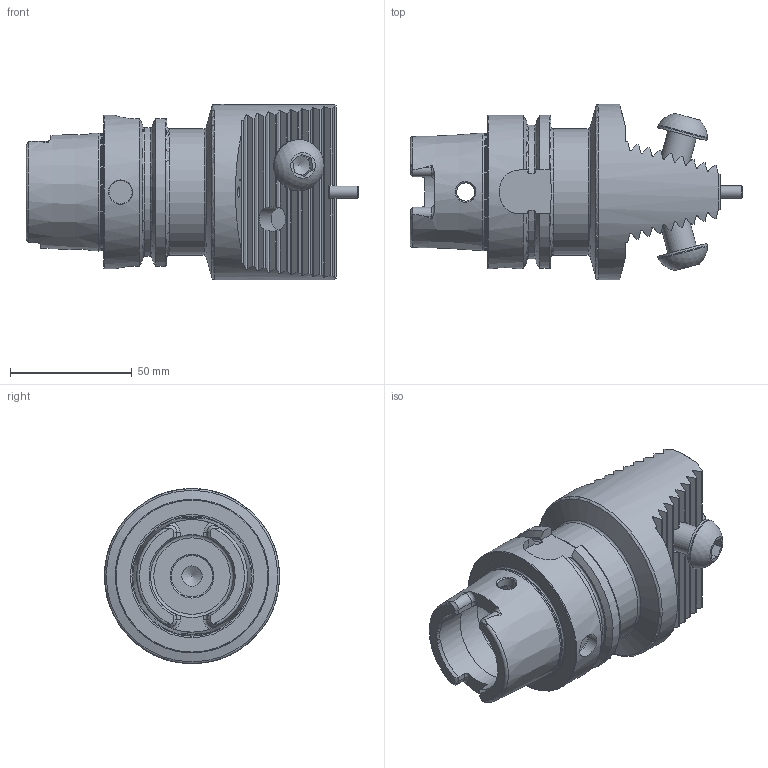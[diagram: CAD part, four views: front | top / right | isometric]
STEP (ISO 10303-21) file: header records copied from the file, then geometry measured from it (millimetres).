
FILE_DESCRIPTION (( 'STEP AP214' ), '1' );
FILE_NAME ('HA6.Z72.K23.145.STEP', '2020-08-13T15:50:12', ( '' ), ( '' ), 'SwSTEP 2.0', 'SolidWorks 2017', '' );
FILE_SCHEMA (( 'AUTOMOTIVE_DESIGN' ));
Length unit declared in the file: millimetre
Products named in the file (6): HA6.Z72.K23.145; Z72-ER1.003.025_A_gespannt; Z72-ER1.002.025_A; Z42-ER2.001.019_A; HA6-Z72.K23.145_A_Fertigbearbeitung; Z72-ER1.001.025
Assembly tree (6 placements, depth 3):
  HA6.Z72.K23.145
    HA6-Z72.K23.145_A_Fertigbearbeitung
    Z72-ER1.001.025  x2
      Z72-ER1.002.025_A
      Z72-ER1.003.025_A_gespannt
    Z42-ER2.001.019_A
Bounding box: 136.4 x 72 x 71.91 mm (x, y, z)
Volume: 248538.9 mm3; surface area: 49405.5 mm2
Topology: 6 solids, 6 shells, 366 faces, 990 edges, 636 vertices
Faces by surface type: plane 195, cylinder 90, cone 42, torus 27, bspline 10, sphere 2
Full cylindrical faces by diameter (mm): 2.9 x1, 3 x1, 3.3 x1, 4 x1, 4.2 x5, 5 x1, 7.5 x2, 8.4 x1, 10 x1, 10.25 x2, 12 x2, 13 x2, 13.5 x2, 17 x1, 19 x1, 21 x4, 34 x2, 40 x1, 47.941 x1, 52 x1, 63 x1, 72 x1
Entity records: 13435 total; most frequent: CARTESIAN_POINT 4767, ORIENTED_EDGE 1688, DIRECTION 1332, EDGE_CURVE 844, VERTEX_POINT 577, AXIS2_PLACEMENT_3D 522, EDGE_LOOP 421, FACE_OUTER_BOUND 388
